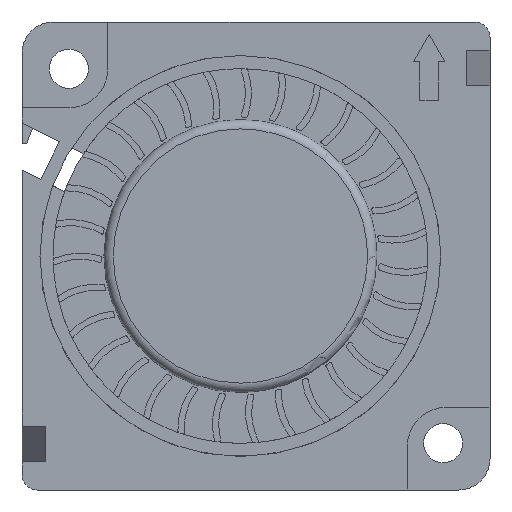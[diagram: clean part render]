
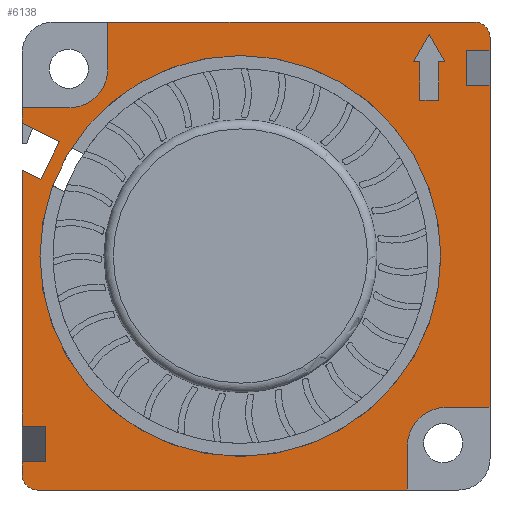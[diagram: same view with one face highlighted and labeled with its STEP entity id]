
A CAD part, front view. The second image highlights one B-rep face of the part: STEP entity #6138.
In plain terms, the highlighted planar face has unit normal (0, -1, 0).
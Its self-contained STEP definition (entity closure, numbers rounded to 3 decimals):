
#23=FACE_BOUND('',#1772,.T.);
#24=FACE_BOUND('',#1773,.T.);
#83=PLANE('',#7017);
#392=LINE('',#10841,#795);
#412=LINE('',#10884,#815);
#426=LINE('',#10912,#829);
#440=LINE('',#10950,#843);
#444=LINE('',#10957,#847);
#445=LINE('',#10959,#848);
#449=LINE('',#10969,#852);
#450=LINE('',#10973,#853);
#451=LINE('',#10975,#854);
#452=LINE('',#10979,#855);
#453=LINE('',#10981,#856);
#454=LINE('',#10983,#857);
#455=LINE('',#10985,#858);
#456=LINE('',#10987,#859);
#457=LINE('',#10989,#860);
#458=LINE('',#10992,#861);
#459=LINE('',#10996,#862);
#460=LINE('',#10997,#863);
#461=LINE('',#10999,#864);
#462=LINE('',#11000,#865);
#463=LINE('',#11003,#866);
#464=LINE('',#11005,#867);
#465=LINE('',#11007,#868);
#466=LINE('',#11009,#869);
#467=LINE('',#11011,#870);
#468=LINE('',#11013,#871);
#469=LINE('',#11014,#872);
#795=VECTOR('',#8940,1000.);
#815=VECTOR('',#8980,1000.);
#829=VECTOR('',#9002,1000.);
#843=VECTOR('',#9038,1000.);
#847=VECTOR('',#9042,1000.);
#848=VECTOR('',#9045,1000.);
#852=VECTOR('',#9059,1000.);
#853=VECTOR('',#9062,1000.);
#854=VECTOR('',#9063,1000.);
#855=VECTOR('',#9066,1000.);
#856=VECTOR('',#9067,1000.);
#857=VECTOR('',#9068,1000.);
#858=VECTOR('',#9069,1000.);
#859=VECTOR('',#9070,1000.);
#860=VECTOR('',#9071,1000.);
#861=VECTOR('',#9074,1000.);
#862=VECTOR('',#9077,1000.);
#863=VECTOR('',#9078,1000.);
#864=VECTOR('',#9079,1000.);
#865=VECTOR('',#9080,1000.);
#866=VECTOR('',#9081,1000.);
#867=VECTOR('',#9082,1000.);
#868=VECTOR('',#9083,1000.);
#869=VECTOR('',#9084,1000.);
#870=VECTOR('',#9085,1000.);
#871=VECTOR('',#9086,1000.);
#872=VECTOR('',#9087,1000.);
#1443=FACE_OUTER_BOUND('',#1771,.T.);
#1771=EDGE_LOOP('',(#5667,#5668,#5669,#5670,#5671,#5672,#5673,#5674,#5675,
#5676,#5677,#5678,#5679,#5680,#5681,#5682,#5683,#5684,#5685,#5686,#5687,
#5688,#5689,#5690));
#1772=EDGE_LOOP('',(#5691));
#1773=EDGE_LOOP('',(#5692,#5693,#5694,#5695,#5696,#5697,#5698));
#2326=CIRCLE('',#6962,12.85);
#2351=CIRCLE('',#7018,1.);
#2352=CIRCLE('',#7019,2.5);
#2353=CIRCLE('',#7020,1.);
#2354=CIRCLE('',#7021,2.5);
#2878=VERTEX_POINT('',#10759);
#2908=VERTEX_POINT('',#10837);
#2910=VERTEX_POINT('',#10840);
#2922=VERTEX_POINT('',#10881);
#2923=VERTEX_POINT('',#10883);
#2932=VERTEX_POINT('',#10909);
#2933=VERTEX_POINT('',#10911);
#2945=VERTEX_POINT('',#10947);
#2946=VERTEX_POINT('',#10949);
#2949=VERTEX_POINT('',#10955);
#2950=VERTEX_POINT('',#10968);
#2951=VERTEX_POINT('',#10970);
#2952=VERTEX_POINT('',#10972);
#2953=VERTEX_POINT('',#10974);
#2954=VERTEX_POINT('',#10976);
#2955=VERTEX_POINT('',#10978);
#2956=VERTEX_POINT('',#10980);
#2957=VERTEX_POINT('',#10982);
#2958=VERTEX_POINT('',#10984);
#2959=VERTEX_POINT('',#10986);
#2960=VERTEX_POINT('',#10988);
#2961=VERTEX_POINT('',#10991);
#2962=VERTEX_POINT('',#10993);
#2963=VERTEX_POINT('',#10995);
#2964=VERTEX_POINT('',#10998);
#2965=VERTEX_POINT('',#11001);
#2966=VERTEX_POINT('',#11002);
#2967=VERTEX_POINT('',#11004);
#2968=VERTEX_POINT('',#11006);
#2969=VERTEX_POINT('',#11008);
#2970=VERTEX_POINT('',#11010);
#2971=VERTEX_POINT('',#11012);
#3766=EDGE_CURVE('',#2878,#2878,#2326,.T.);
#3806=EDGE_CURVE('',#2910,#2908,#392,.T.);
#3828=EDGE_CURVE('',#2922,#2923,#412,.T.);
#3843=EDGE_CURVE('',#2933,#2932,#426,.T.);
#3862=EDGE_CURVE('',#2945,#2946,#440,.T.);
#3866=EDGE_CURVE('',#2949,#2908,#444,.T.);
#3867=EDGE_CURVE('',#2932,#2910,#445,.T.);
#3871=EDGE_CURVE('',#2950,#2946,#449,.T.);
#3872=EDGE_CURVE('',#2945,#2951,#2351,.T.);
#3873=EDGE_CURVE('',#2951,#2952,#450,.T.);
#3874=EDGE_CURVE('',#2952,#2953,#451,.T.);
#3875=EDGE_CURVE('',#2953,#2954,#2352,.T.);
#3876=EDGE_CURVE('',#2954,#2955,#452,.T.);
#3877=EDGE_CURVE('',#2955,#2956,#453,.T.);
#3878=EDGE_CURVE('',#2956,#2957,#454,.T.);
#3879=EDGE_CURVE('',#2957,#2958,#455,.T.);
#3880=EDGE_CURVE('',#2958,#2959,#456,.T.);
#3881=EDGE_CURVE('',#2959,#2960,#457,.T.);
#3882=EDGE_CURVE('',#2960,#2923,#2353,.T.);
#3883=EDGE_CURVE('',#2922,#2961,#458,.T.);
#3884=EDGE_CURVE('',#2961,#2962,#2354,.T.);
#3885=EDGE_CURVE('',#2962,#2963,#459,.T.);
#3886=EDGE_CURVE('',#2963,#2933,#460,.T.);
#3887=EDGE_CURVE('',#2949,#2964,#461,.T.);
#3888=EDGE_CURVE('',#2964,#2950,#462,.T.);
#3889=EDGE_CURVE('',#2965,#2966,#463,.T.);
#3890=EDGE_CURVE('',#2966,#2967,#464,.T.);
#3891=EDGE_CURVE('',#2967,#2968,#465,.T.);
#3892=EDGE_CURVE('',#2968,#2969,#466,.T.);
#3893=EDGE_CURVE('',#2969,#2970,#467,.T.);
#3894=EDGE_CURVE('',#2970,#2971,#468,.T.);
#3895=EDGE_CURVE('',#2971,#2965,#469,.T.);
#5667=ORIENTED_EDGE('',*,*,#3871,.T.);
#5668=ORIENTED_EDGE('',*,*,#3862,.F.);
#5669=ORIENTED_EDGE('',*,*,#3872,.T.);
#5670=ORIENTED_EDGE('',*,*,#3873,.T.);
#5671=ORIENTED_EDGE('',*,*,#3874,.T.);
#5672=ORIENTED_EDGE('',*,*,#3875,.T.);
#5673=ORIENTED_EDGE('',*,*,#3876,.T.);
#5674=ORIENTED_EDGE('',*,*,#3877,.T.);
#5675=ORIENTED_EDGE('',*,*,#3878,.T.);
#5676=ORIENTED_EDGE('',*,*,#3879,.T.);
#5677=ORIENTED_EDGE('',*,*,#3880,.T.);
#5678=ORIENTED_EDGE('',*,*,#3881,.T.);
#5679=ORIENTED_EDGE('',*,*,#3882,.T.);
#5680=ORIENTED_EDGE('',*,*,#3828,.F.);
#5681=ORIENTED_EDGE('',*,*,#3883,.T.);
#5682=ORIENTED_EDGE('',*,*,#3884,.T.);
#5683=ORIENTED_EDGE('',*,*,#3885,.T.);
#5684=ORIENTED_EDGE('',*,*,#3886,.T.);
#5685=ORIENTED_EDGE('',*,*,#3843,.T.);
#5686=ORIENTED_EDGE('',*,*,#3867,.T.);
#5687=ORIENTED_EDGE('',*,*,#3806,.T.);
#5688=ORIENTED_EDGE('',*,*,#3866,.F.);
#5689=ORIENTED_EDGE('',*,*,#3887,.T.);
#5690=ORIENTED_EDGE('',*,*,#3888,.T.);
#5691=ORIENTED_EDGE('',*,*,#3766,.T.);
#5692=ORIENTED_EDGE('',*,*,#3889,.T.);
#5693=ORIENTED_EDGE('',*,*,#3890,.T.);
#5694=ORIENTED_EDGE('',*,*,#3891,.T.);
#5695=ORIENTED_EDGE('',*,*,#3892,.T.);
#5696=ORIENTED_EDGE('',*,*,#3893,.T.);
#5697=ORIENTED_EDGE('',*,*,#3894,.T.);
#5698=ORIENTED_EDGE('',*,*,#3895,.T.);
#6138=ADVANCED_FACE('',(#1443,#23,#24),#83,.T.);
#6962=AXIS2_PLACEMENT_3D('',#10761,#8867,#8868);
#7017=AXIS2_PLACEMENT_3D('',#10967,#9057,#9058);
#7018=AXIS2_PLACEMENT_3D('',#10971,#9060,#9061);
#7019=AXIS2_PLACEMENT_3D('',#10977,#9064,#9065);
#7020=AXIS2_PLACEMENT_3D('',#10990,#9072,#9073);
#7021=AXIS2_PLACEMENT_3D('',#10994,#9075,#9076);
#8867=DIRECTION('center_axis',(0.,1.,0.));
#8868=DIRECTION('ref_axis',(0.,0.,-1.));
#8940=DIRECTION('',(-0.894,0.,0.448));
#8980=DIRECTION('',(1.,0.,0.));
#9002=DIRECTION('',(0.894,0.,-0.448));
#9038=DIRECTION('',(0.,0.,1.));
#9042=DIRECTION('',(0.,0.,1.));
#9045=DIRECTION('',(-0.448,0.,-0.894));
#9057=DIRECTION('center_axis',(0.,-1.,0.));
#9058=DIRECTION('ref_axis',(0.,0.,-1.));
#9059=DIRECTION('',(-1.,0.,0.));
#9060=DIRECTION('center_axis',(0.,-1.,0.));
#9061=DIRECTION('ref_axis',(0.,0.,-1.));
#9062=DIRECTION('',(1.,0.,0.));
#9063=DIRECTION('',(0.,0.,1.));
#9064=DIRECTION('center_axis',(0.,1.,0.));
#9065=DIRECTION('ref_axis',(0.,0.,-1.));
#9066=DIRECTION('',(1.,0.,0.));
#9067=DIRECTION('',(0.,0.,1.));
#9068=DIRECTION('',(-1.,0.,0.));
#9069=DIRECTION('',(0.,0.,1.));
#9070=DIRECTION('',(1.,0.,0.));
#9071=DIRECTION('',(0.,0.,1.));
#9072=DIRECTION('center_axis',(0.,-1.,0.));
#9073=DIRECTION('ref_axis',(0.,0.,-1.));
#9074=DIRECTION('',(0.,0.,-1.));
#9075=DIRECTION('center_axis',(0.,1.,0.));
#9076=DIRECTION('ref_axis',(0.,0.,-1.));
#9077=DIRECTION('',(-1.,0.,0.));
#9078=DIRECTION('',(0.,0.,-1.));
#9079=DIRECTION('',(1.,0.,0.));
#9080=DIRECTION('',(0.,0.,-1.));
#9081=DIRECTION('',(-1.,0.,0.));
#9082=DIRECTION('',(0.5,0.,0.866));
#9083=DIRECTION('',(0.5,0.,-0.866));
#9084=DIRECTION('',(-1.,0.,0.));
#9085=DIRECTION('',(0.,0.,-1.));
#9086=DIRECTION('',(-1.,0.,0.));
#9087=DIRECTION('',(0.,0.,1.));
#10759=CARTESIAN_POINT('',(-1.,-10.,12.85));
#10761=CARTESIAN_POINT('Origin',(-1.,-10.,0.));
#10837=CARTESIAN_POINT('',(-15.,-10.,5.5));
#10840=CARTESIAN_POINT('',(-13.812,-10.,4.905));
#10841=CARTESIAN_POINT('',(-13.812,-10.,4.905));
#10881=CARTESIAN_POINT('',(-9.5,-10.,15.));
#10883=CARTESIAN_POINT('',(14.,-10.,15.));
#10884=CARTESIAN_POINT('',(15.,-10.,15.));
#10909=CARTESIAN_POINT('',(-12.603,-10.,7.319));
#10911=CARTESIAN_POINT('',(-15.,-10.,8.52));
#10912=CARTESIAN_POINT('',(-15.,-10.,8.52));
#10947=CARTESIAN_POINT('',(-15.,-10.,-14.));
#10949=CARTESIAN_POINT('',(-15.,-10.,-13.2));
#10950=CARTESIAN_POINT('',(-15.,-10.,15.));
#10955=CARTESIAN_POINT('',(-15.,-10.,-10.9));
#10957=CARTESIAN_POINT('',(-15.,-10.,15.));
#10959=CARTESIAN_POINT('',(-12.603,-10.,7.319));
#10967=CARTESIAN_POINT('Origin',(0.,-10.,0.));
#10968=CARTESIAN_POINT('',(-13.5,-10.,-13.2));
#10969=CARTESIAN_POINT('',(0.,-10.,-13.2));
#10970=CARTESIAN_POINT('',(-14.,-10.,-15.));
#10971=CARTESIAN_POINT('Origin',(-14.,-10.,-14.));
#10972=CARTESIAN_POINT('',(9.7,-10.,-15.));
#10973=CARTESIAN_POINT('',(0.,-10.,-15.));
#10974=CARTESIAN_POINT('',(9.7,-10.,-12.2));
#10975=CARTESIAN_POINT('',(9.7,-10.,0.));
#10976=CARTESIAN_POINT('',(12.2,-10.,-9.7));
#10977=CARTESIAN_POINT('Origin',(12.2,-10.,-12.2));
#10978=CARTESIAN_POINT('',(15.,-10.,-9.7));
#10979=CARTESIAN_POINT('',(0.,-10.,-9.7));
#10980=CARTESIAN_POINT('',(15.,-10.,10.9));
#10981=CARTESIAN_POINT('',(15.,-10.,0.));
#10982=CARTESIAN_POINT('',(13.5,-10.,10.9));
#10983=CARTESIAN_POINT('',(14.25,-10.,10.9));
#10984=CARTESIAN_POINT('',(13.5,-10.,13.2));
#10985=CARTESIAN_POINT('',(13.5,-10.,0.));
#10986=CARTESIAN_POINT('',(15.,-10.,13.2));
#10987=CARTESIAN_POINT('',(14.25,-10.,13.2));
#10988=CARTESIAN_POINT('',(15.,-10.,14.));
#10989=CARTESIAN_POINT('',(15.,-10.,0.));
#10990=CARTESIAN_POINT('Origin',(14.,-10.,14.));
#10991=CARTESIAN_POINT('',(-9.5,-10.,12.));
#10992=CARTESIAN_POINT('',(-9.5,-10.,0.));
#10993=CARTESIAN_POINT('',(-12.,-10.,9.5));
#10994=CARTESIAN_POINT('Origin',(-12.,-10.,12.));
#10995=CARTESIAN_POINT('',(-15.,-10.,9.5));
#10996=CARTESIAN_POINT('',(0.,-10.,9.5));
#10997=CARTESIAN_POINT('',(-15.,-10.,0.));
#10998=CARTESIAN_POINT('',(-13.5,-10.,-10.9));
#10999=CARTESIAN_POINT('',(0.,-10.,-10.9));
#11000=CARTESIAN_POINT('',(-13.5,-10.,0.));
#11001=CARTESIAN_POINT('',(10.5,-10.,12.468));
#11002=CARTESIAN_POINT('',(10.1,-10.,12.468));
#11003=CARTESIAN_POINT('',(0.,-10.,12.468));
#11004=CARTESIAN_POINT('',(11.1,-10.,14.2));
#11005=CARTESIAN_POINT('',(10.1,-10.,12.468));
#11006=CARTESIAN_POINT('',(12.1,-10.,12.468));
#11007=CARTESIAN_POINT('',(11.1,-10.,14.2));
#11008=CARTESIAN_POINT('',(11.7,-10.,12.468));
#11009=CARTESIAN_POINT('',(0.,-10.,12.468));
#11010=CARTESIAN_POINT('',(11.7,-10.,9.968));
#11011=CARTESIAN_POINT('',(11.7,-10.,0.));
#11012=CARTESIAN_POINT('',(10.5,-10.,9.968));
#11013=CARTESIAN_POINT('',(0.,-10.,9.968));
#11014=CARTESIAN_POINT('',(10.5,-10.,0.));
